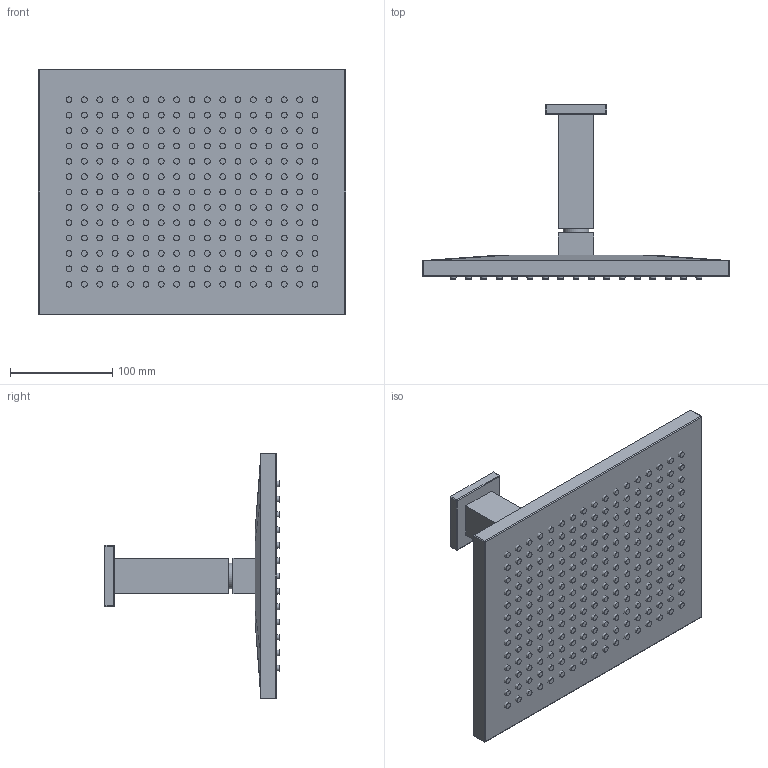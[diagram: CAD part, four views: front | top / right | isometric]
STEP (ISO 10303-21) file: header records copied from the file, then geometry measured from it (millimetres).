
FILE_DESCRIPTION (( 'STEP AP203' ), '1' );
FILE_NAME ('28775980-00.STEP', '2019-07-16T12:18:47', ( '' ), ( '' ), 'SwSTEP 2.0', 'SolidWorks 2017', '' );
FILE_SCHEMA (( 'CONFIG_CONTROL_DESIGN' ));
Length unit declared in the file: millimetre
Products named in the file (8): Planungsmodell_Halter-+-28.795.960-01_-_K1; Planungsmodell_Einsatz-+-28.785.960-01_-_K1; Planungsmodell_Halter-+-28.795.960-01_-_K3_35x35x112; Planungsmodell_Deckel-+-09.11.02.305.90-01_K1; Planungsmodell_Abdeckung-+-33.543.780-01_ _K38_60x9x60; 28775980-00; Planungsmodell_Rohr_gerade-+-28.568.780-10_ _K36_25x10; Planungsmodell_Platte -+-09.11.01.092.94-01_-_K10_300x240x15,50
Assembly tree (7 placements, depth 2):
  28775980-00
    Planungsmodell_Rohr_gerade-+-28.568.780-10_ _K36_25x10
    Planungsmodell_Platte -+-09.11.01.092.94-01_-_K10_300x240x15,50
    Planungsmodell_Halter-+-28.795.960-01_-_K1
    Planungsmodell_Einsatz-+-28.785.960-01_-_K1
    Planungsmodell_Halter-+-28.795.960-01_-_K3_35x35x112
    Planungsmodell_Deckel-+-09.11.02.305.90-01_K1
    Planungsmodell_Abdeckung-+-33.543.780-01_ _K38_60x9x60
Bounding box: 300 x 169.99 x 240 mm (x, y, z)
Volume: 1780696.4 mm3; surface area: 478180.9 mm2
Topology: 7 solids, 7 shells, 562 faces, 933 edges, 598 vertices
Faces by surface type: plane 263, cone 225, bspline 35, cylinder 27, sphere 8, torus 4
Full cylindrical faces by diameter (mm): 25 x1
Entity records: 14545 total; most frequent: CARTESIAN_POINT 3736, DIRECTION 2254, ORIENTED_EDGE 1406, AXIS2_PLACEMENT_3D 1062, EDGE_LOOP 1005, EDGE_CURVE 703, VERTEX_POINT 598, FACE_OUTER_BOUND 563
